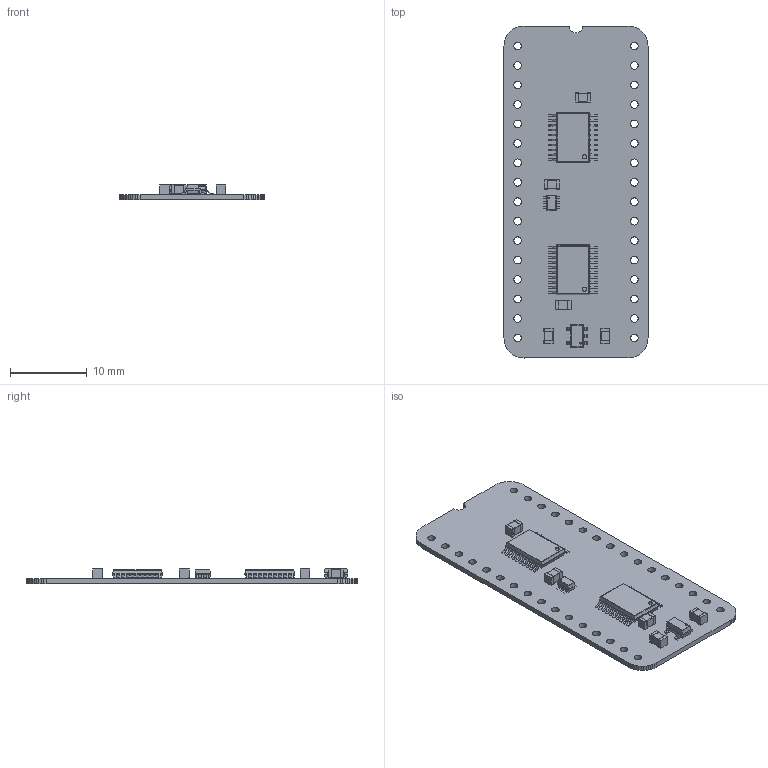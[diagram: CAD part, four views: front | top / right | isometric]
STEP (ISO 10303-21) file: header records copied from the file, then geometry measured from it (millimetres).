
FILE_DESCRIPTION(('KiCad electronic assembly'),'2;1');
FILE_NAME('State Reader.step','2024-02-19T16:32:11',('Pcbnew'),('Kicad') ,'Open CASCADE STEP processor 7.6','KiCad to STEP converter','Unknown' );
FILE_SCHEMA(('AUTOMOTIVE_DESIGN { 1 0 10303 214 1 1 1 1 }'));
Length unit declared in the file: millimetre
Products named in the file (10): State Reader 1; C_0805_2012Metric; SOLID; 74LVC273PW,118; COMPOUND; AP7365-33WG-7; 74LVC2G04GW-Q100H; State Reader PCB
Assembly tree (14 placements, depth 3):
  State Reader 1
    C_0805_2012Metric  x5
      SOLID
    74LVC273PW,118  x2
      COMPOUND
    AP7365-33WG-7
      COMPOUND
    74LVC2G04GW-Q100H
      COMPOUND
    State Reader PCB
Bounding box: 18.8 x 43.33 x 2.03 mm (x, y, z)
Volume: 611.3 mm3; surface area: 2006.4 mm2
Topology: 61 solids, 61 shells, 1005 faces, 2543 edges, 1674 vertices
Faces by surface type: plane 724, cylinder 281
Full cylindrical faces by diameter (mm): 0.156 x1, 0.2 x1, 0.55 x2, 1 x32
Entity records: 39636 total; most frequent: CARTESIAN_POINT 7686, DIRECTION 5975, LINE 4008, VECTOR 4008, ORIENTED_EDGE 3096, PCURVE 3096, DEFINITIONAL_REPRESENTATION 3096, EDGE_CURVE 1548
